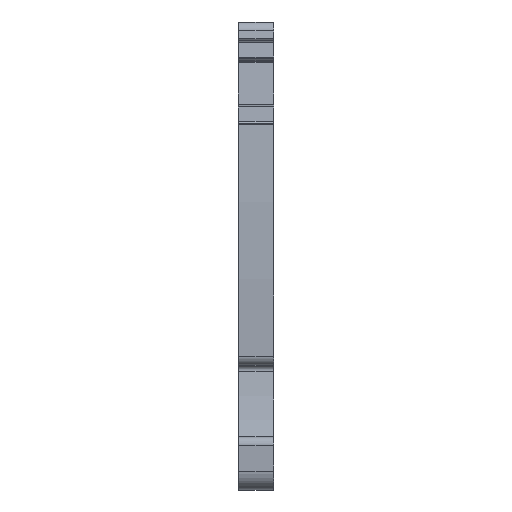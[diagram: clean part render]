
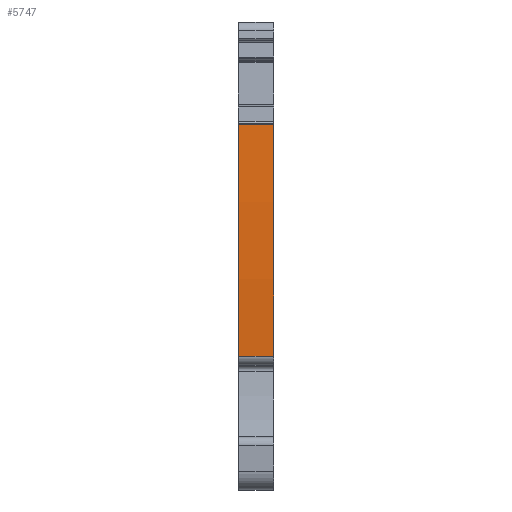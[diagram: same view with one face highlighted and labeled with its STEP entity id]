
A CAD part, front view. The second image highlights one B-rep face of the part: STEP entity #5747.
In plain terms, the highlighted cylindrical face has radius 180 mm (diameter 360 mm), a partial arc.
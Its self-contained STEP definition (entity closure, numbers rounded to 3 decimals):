
#597=AXIS2_PLACEMENT_3D('Circle Axis2P3D',#595,#596,$) ;
#4877=AXIS2_PLACEMENT_3D('Cylinder Axis2P3D',#4874,#4875,#4876) ;
#5731=AXIS2_PLACEMENT_3D('Circle Axis2P3D',#5729,#5730,$) ;
#592=CARTESIAN_POINT('Vertex',(3.5,1.484,36.553)) ;
#595=CARTESIAN_POINT('Axis2P3D Location',(3.5,181.129,25.25)) ;
#599=CARTESIAN_POINT('Vertex',(3.5,1.52,13.384)) ;
#4874=CARTESIAN_POINT('Axis2P3D Location',(1.75,181.129,25.25)) ;
#5713=CARTESIAN_POINT('Vertex',(0.,1.484,36.553)) ;
#5716=CARTESIAN_POINT('Line Origine',(2.55,1.484,36.553)) ;
#5729=CARTESIAN_POINT('Axis2P3D Location',(0.,181.129,25.25)) ;
#5733=CARTESIAN_POINT('Vertex',(0.,1.52,13.384)) ;
#5736=CARTESIAN_POINT('Line Origine',(1.75,1.52,13.384)) ;
#596=DIRECTION('Axis2P3D Direction',(1.,0.,0.)) ;
#4875=DIRECTION('Axis2P3D Direction',(1.,0.,0.)) ;
#4876=DIRECTION('Axis2P3D XDirection',(0.,-0.993,0.115)) ;
#5717=DIRECTION('Vector Direction',(1.,0.,0.)) ;
#5730=DIRECTION('Axis2P3D Direction',(1.,0.,0.)) ;
#5737=DIRECTION('Vector Direction',(1.,0.,0.)) ;
#5718=VECTOR('Line Direction',#5717,1.) ;
#5738=VECTOR('Line Direction',#5737,1.) ;
#5742=ORIENTED_EDGE('',*,*,#5735,.T.) ;
#5743=ORIENTED_EDGE('',*,*,#5740,.T.) ;
#5744=ORIENTED_EDGE('',*,*,#601,.F.) ;
#5745=ORIENTED_EDGE('',*,*,#5720,.F.) ;
#5747=ADVANCED_FACE('MLD',(#5746),#4878,.T.) ;
#598=CIRCLE('generated circle',#597,180.) ;
#5732=CIRCLE('generated circle',#5731,180.) ;
#4878=CYLINDRICAL_SURFACE('generated cylinder',#4877,180.) ;
#601=EDGE_CURVE('',#593,#600,#598,.T.) ;
#5720=EDGE_CURVE('',#5714,#593,#5719,.T.) ;
#5735=EDGE_CURVE('',#5714,#5734,#5732,.T.) ;
#5740=EDGE_CURVE('',#5734,#600,#5739,.T.) ;
#5741=EDGE_LOOP('',(#5742,#5743,#5744,#5745)) ;
#5746=FACE_OUTER_BOUND('',#5741,.T.) ;
#5719=LINE('Line',#5716,#5718) ;
#5739=LINE('Line',#5736,#5738) ;
#593=VERTEX_POINT('',#592) ;
#600=VERTEX_POINT('',#599) ;
#5714=VERTEX_POINT('',#5713) ;
#5734=VERTEX_POINT('',#5733) ;
